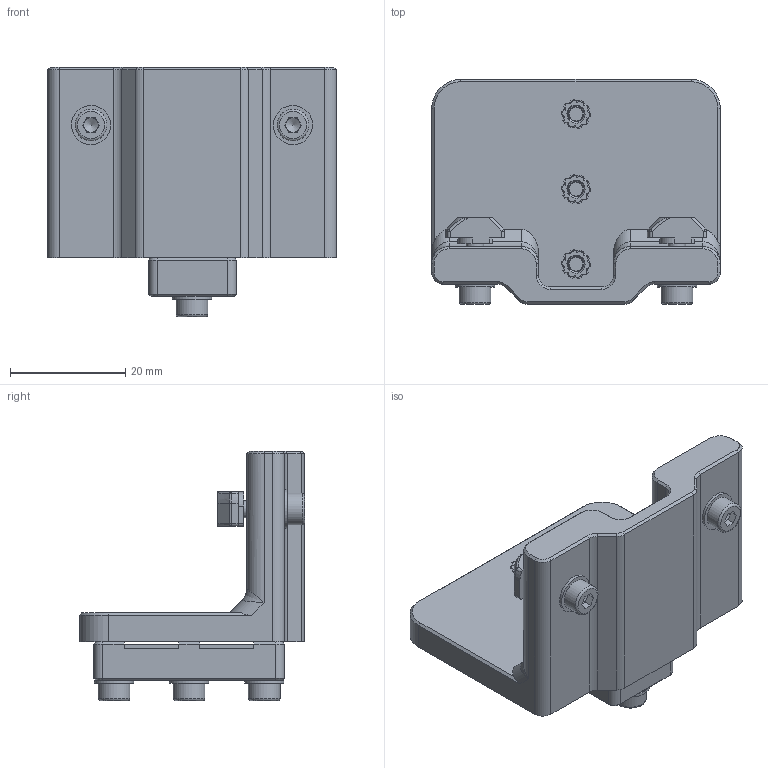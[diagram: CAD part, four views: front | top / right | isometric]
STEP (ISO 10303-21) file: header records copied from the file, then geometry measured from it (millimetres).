
FILE_DESCRIPTION(/* description */ ('Unknown'),/* implementation_level */ '2;1');
FILE_NAME(/* name */ 'Left Side',/* time_stamp */ '2025-07-17T13:56:20+02:00',/* author */ ('Unknown'),/* organization */ ('Unknown'),/* preprocessor_version */ 'ST-DEVELOPER v20',/* originating_system */ 'Solid Edge',/* authorisation */ 'Unknown');
FILE_SCHEMA (('AUTOMOTIVE_DESIGN {1 0 10303 214 3 1 1}'));
Length unit declared in the file: millimetre
Products named in the file (7): Left Side; XY belt clamp - left; Heat Insert M3 Short 5x4; XY belt clamp - common; M3 Washer; M3x12 hex socket cap screw; M3 Hammerhead T-Nut
Assembly tree (17 placements, depth 2):
  Left Side
    XY belt clamp - left
    Heat Insert M3 Short 5x4  x3
    XY belt clamp - common
    M3 Washer  x5
    M3x12 hex socket cap screw  x5
    M3 Hammerhead T-Nut  x2
Bounding box: 50 x 39 x 43.2 mm (x, y, z)
Volume: 21668.7 mm3; surface area: 12449 mm2
Topology: 17 solids, 17 shells, 742 faces, 1888 edges, 1187 vertices
Faces by surface type: plane 296, cylinder 205, bspline 138, cone 86, torus 9, sphere 8
Full cylindrical faces by diameter (mm): 2.529 x18, 3 x7, 3.086 x21, 3.2 x5, 3.3 x8, 4 x6, 4.25 x3, 4.6 x3, 5.5 x5, 6.8 x5
Entity records: 12894 total; most frequent: CARTESIAN_POINT 4115, ORIENTED_EDGE 1822, DIRECTION 1661, EDGE_CURVE 911, VERTEX_POINT 585, AXIS2_PLACEMENT_3D 577, LINE 507, VECTOR 507
